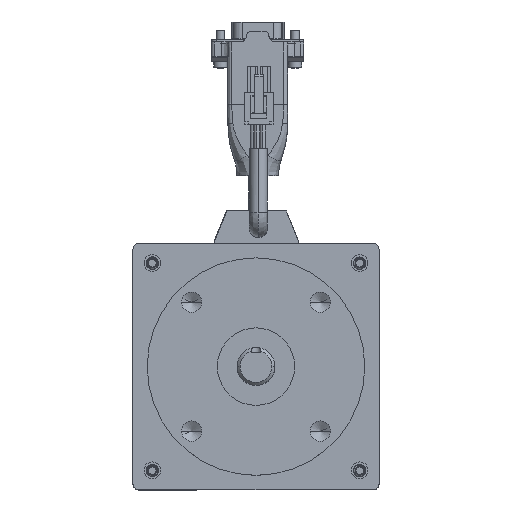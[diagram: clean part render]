
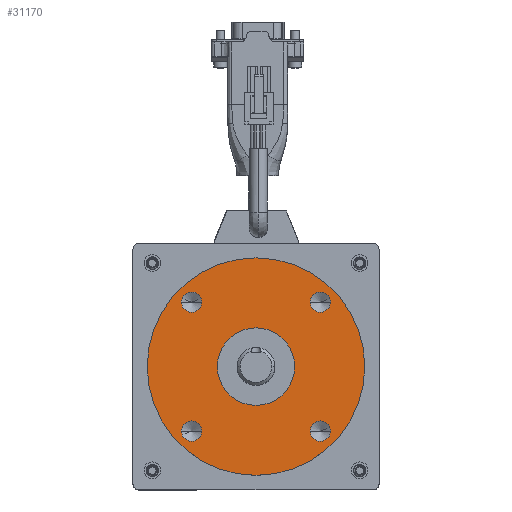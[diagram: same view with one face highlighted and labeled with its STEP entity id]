
A CAD part, top view. The second image highlights one B-rep face of the part: STEP entity #31170.
In plain terms, the highlighted face is planar.
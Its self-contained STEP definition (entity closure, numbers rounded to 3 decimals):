
#953 = CARTESIAN_POINT ( 'NONE',  ( 18.237, -21.637, -2.5 ) ) ;
#1242 = ORIENTED_EDGE ( 'NONE', *, *, #25511, .F. ) ;
#1616 = CIRCLE ( 'NONE', #9140, 3.4 ) ;
#2330 = CARTESIAN_POINT ( 'NONE',  ( -36.5, 0., -2.5 ) ) ;
#2491 = EDGE_CURVE ( 'NONE', #30444, #32024, #21855, .T. ) ;
#2526 = FACE_BOUND ( 'NONE', #39611, .T. ) ;
#2604 = VERTEX_POINT ( 'NONE', #41871 ) ;
#3073 = ORIENTED_EDGE ( 'NONE', *, *, #2491, .F. ) ;
#3843 = DIRECTION ( 'NONE',  ( 0., 0., -1. ) ) ;
#3992 = CARTESIAN_POINT ( 'NONE',  ( -21.637, 21.637, -2.5 ) ) ;
#4182 = CIRCLE ( 'NONE', #19809, 3.4 ) ;
#4271 = EDGE_CURVE ( 'NONE', #14985, #29055, #28533, .T. ) ;
#4715 = DIRECTION ( 'NONE',  ( 0., 0., -1. ) ) ;
#5002 = CIRCLE ( 'NONE', #31526, 36.5 ) ;
#5541 = ORIENTED_EDGE ( 'NONE', *, *, #17074, .T. ) ;
#6617 = CARTESIAN_POINT ( 'NONE',  ( -21.637, -21.637, -2.5 ) ) ;
#6768 = EDGE_LOOP ( 'NONE', ( #31419, #1242 ) ) ;
#7372 = CIRCLE ( 'NONE', #21634, 3.4 ) ;
#7383 = DIRECTION ( 'NONE',  ( 0., 0., -1. ) ) ;
#7486 = VERTEX_POINT ( 'NONE', #32475 ) ;
#7653 = CARTESIAN_POINT ( 'NONE',  ( 18.237, 21.637, -2.5 ) ) ;
#8032 = CARTESIAN_POINT ( 'NONE',  ( 0., 0., -2.5 ) ) ;
#8179 = VERTEX_POINT ( 'NONE', #30902 ) ;
#8722 = AXIS2_PLACEMENT_3D ( 'NONE', #41491, #28504, #22723 ) ;
#9140 = AXIS2_PLACEMENT_3D ( 'NONE', #18206, #27837, #37631 ) ;
#9168 = DIRECTION ( 'NONE',  ( 0., 0., -1. ) ) ;
#10188 = EDGE_CURVE ( 'NONE', #2604, #13893, #7372, .T. ) ;
#10409 = ORIENTED_EDGE ( 'NONE', *, *, #33946, .F. ) ;
#11152 = CIRCLE ( 'NONE', #18634, 13. ) ;
#11241 = CARTESIAN_POINT ( 'NONE',  ( 21.637, -21.637, -2.5 ) ) ;
#11693 = EDGE_LOOP ( 'NONE', ( #28598, #5541 ) ) ;
#12314 = FACE_BOUND ( 'NONE', #24281, .T. ) ;
#12560 = DIRECTION ( 'NONE',  ( 0., 0., -1. ) ) ;
#13041 = CARTESIAN_POINT ( 'NONE',  ( -18.237, 21.637, -2.5 ) ) ;
#13893 = VERTEX_POINT ( 'NONE', #36022 ) ;
#14446 = CIRCLE ( 'NONE', #19890, 36.5 ) ;
#14601 = DIRECTION ( 'NONE',  ( -1., 0., 0. ) ) ;
#14985 = VERTEX_POINT ( 'NONE', #36084 ) ;
#15030 = ORIENTED_EDGE ( 'NONE', *, *, #18151, .F. ) ;
#15040 = ORIENTED_EDGE ( 'NONE', *, *, #10188, .F. ) ;
#15922 = ORIENTED_EDGE ( 'NONE', *, *, #39049, .F. ) ;
#16964 = DIRECTION ( 'NONE',  ( -1., 0., 0. ) ) ;
#17074 = EDGE_CURVE ( 'NONE', #20749, #37406, #5002, .T. ) ;
#17257 = CARTESIAN_POINT ( 'NONE',  ( 0., 0., -2.5 ) ) ;
#18151 = EDGE_CURVE ( 'NONE', #13893, #2604, #4182, .T. ) ;
#18206 = CARTESIAN_POINT ( 'NONE',  ( 21.637, 21.637, -2.5 ) ) ;
#18537 = DIRECTION ( 'NONE',  ( -1., 0., 0. ) ) ;
#18610 = EDGE_CURVE ( 'NONE', #37406, #20749, #14446, .T. ) ;
#18634 = AXIS2_PLACEMENT_3D ( 'NONE', #17257, #23248, #29456 ) ;
#18750 = DIRECTION ( 'NONE',  ( 0., 0., -1. ) ) ;
#18948 = VERTEX_POINT ( 'NONE', #22261 ) ;
#19723 = AXIS2_PLACEMENT_3D ( 'NONE', #25773, #12560, #32587 ) ;
#19809 = AXIS2_PLACEMENT_3D ( 'NONE', #6617, #3843, #35808 ) ;
#19890 = AXIS2_PLACEMENT_3D ( 'NONE', #8032, #39786, #16964 ) ;
#20695 = EDGE_CURVE ( 'NONE', #8179, #18948, #32307, .T. ) ;
#20749 = VERTEX_POINT ( 'NONE', #2330 ) ;
#21634 = AXIS2_PLACEMENT_3D ( 'NONE', #33587, #7383, #40596 ) ;
#21701 = CARTESIAN_POINT ( 'NONE',  ( 36.5, 0., -2.5 ) ) ;
#21855 = CIRCLE ( 'NONE', #32783, 3.4 ) ;
#22195 = ORIENTED_EDGE ( 'NONE', *, *, #22542, .F. ) ;
#22261 = CARTESIAN_POINT ( 'NONE',  ( 13., 0., -2.5 ) ) ;
#22512 = FACE_OUTER_BOUND ( 'NONE', #11693, .T. ) ;
#22542 = EDGE_CURVE ( 'NONE', #32024, #30444, #25361, .T. ) ;
#22548 = AXIS2_PLACEMENT_3D ( 'NONE', #25350, #9168, #38348 ) ;
#22723 = DIRECTION ( 'NONE',  ( -1., 0., 0. ) ) ;
#23248 = DIRECTION ( 'NONE',  ( 0., 0., -1. ) ) ;
#23954 = CARTESIAN_POINT ( 'NONE',  ( -21.637, 21.637, -2.5 ) ) ;
#24281 = EDGE_LOOP ( 'NONE', ( #15030, #15040 ) ) ;
#25302 = FACE_BOUND ( 'NONE', #34732, .T. ) ;
#25350 = CARTESIAN_POINT ( 'NONE',  ( 21.637, 21.637, -2.5 ) ) ;
#25361 = CIRCLE ( 'NONE', #38992, 3.4 ) ;
#25511 = EDGE_CURVE ( 'NONE', #18948, #8179, #11152, .T. ) ;
#25773 = CARTESIAN_POINT ( 'NONE',  ( 21.637, -21.637, -2.5 ) ) ;
#26017 = VERTEX_POINT ( 'NONE', #7653 ) ;
#26852 = AXIS2_PLACEMENT_3D ( 'NONE', #37261, #30879, #27893 ) ;
#27837 = DIRECTION ( 'NONE',  ( 0., 0., -1. ) ) ;
#27893 = DIRECTION ( 'NONE',  ( -1., 0., 0. ) ) ;
#28504 = DIRECTION ( 'NONE',  ( 0., 0., -1. ) ) ;
#28533 = CIRCLE ( 'NONE', #32619, 3.4 ) ;
#28538 = ORIENTED_EDGE ( 'NONE', *, *, #40984, .F. ) ;
#28598 = ORIENTED_EDGE ( 'NONE', *, *, #18610, .T. ) ;
#29055 = VERTEX_POINT ( 'NONE', #953 ) ;
#29379 = CIRCLE ( 'NONE', #22548, 3.4 ) ;
#29456 = DIRECTION ( 'NONE',  ( -1., 0., 0. ) ) ;
#30444 = VERTEX_POINT ( 'NONE', #13041 ) ;
#30879 = DIRECTION ( 'NONE',  ( 0., 0., -1. ) ) ;
#30902 = CARTESIAN_POINT ( 'NONE',  ( -13., 0., -2.5 ) ) ;
#31129 = CARTESIAN_POINT ( 'NONE',  ( 0., 0., -2.5 ) ) ;
#31170 = ADVANCED_FACE ( 'NONE', ( #2526, #35947, #12314, #25302, #38301, #22512 ), #32546, .T. ) ;
#31419 = ORIENTED_EDGE ( 'NONE', *, *, #20695, .F. ) ;
#31453 = DIRECTION ( 'NONE',  ( 0., 0., -1. ) ) ;
#31526 = AXIS2_PLACEMENT_3D ( 'NONE', #31129, #4715, #37097 ) ;
#32024 = VERTEX_POINT ( 'NONE', #36631 ) ;
#32215 = EDGE_LOOP ( 'NONE', ( #15922, #28538 ) ) ;
#32307 = CIRCLE ( 'NONE', #26852, 13. ) ;
#32475 = CARTESIAN_POINT ( 'NONE',  ( 25.037, 21.637, -2.5 ) ) ;
#32546 = PLANE ( 'NONE',  #8722 ) ;
#32587 = DIRECTION ( 'NONE',  ( -1., 0., 0. ) ) ;
#32619 = AXIS2_PLACEMENT_3D ( 'NONE', #11241, #37449, #34047 ) ;
#32783 = AXIS2_PLACEMENT_3D ( 'NONE', #3992, #31453, #14601 ) ;
#33587 = CARTESIAN_POINT ( 'NONE',  ( -21.637, -21.637, -2.5 ) ) ;
#33946 = EDGE_CURVE ( 'NONE', #29055, #14985, #38122, .T. ) ;
#34047 = DIRECTION ( 'NONE',  ( -1., 0., 0. ) ) ;
#34732 = EDGE_LOOP ( 'NONE', ( #10409, #38321 ) ) ;
#35808 = DIRECTION ( 'NONE',  ( -1., 0., 0. ) ) ;
#35947 = FACE_BOUND ( 'NONE', #32215, .T. ) ;
#36022 = CARTESIAN_POINT ( 'NONE',  ( -25.037, -21.637, -2.5 ) ) ;
#36084 = CARTESIAN_POINT ( 'NONE',  ( 25.037, -21.637, -2.5 ) ) ;
#36631 = CARTESIAN_POINT ( 'NONE',  ( -25.037, 21.637, -2.5 ) ) ;
#37097 = DIRECTION ( 'NONE',  ( -1., 0., 0. ) ) ;
#37261 = CARTESIAN_POINT ( 'NONE',  ( 0., 0., -2.5 ) ) ;
#37406 = VERTEX_POINT ( 'NONE', #21701 ) ;
#37449 = DIRECTION ( 'NONE',  ( 0., 0., -1. ) ) ;
#37631 = DIRECTION ( 'NONE',  ( -1., 0., 0. ) ) ;
#38122 = CIRCLE ( 'NONE', #19723, 3.4 ) ;
#38301 = FACE_BOUND ( 'NONE', #6768, .T. ) ;
#38321 = ORIENTED_EDGE ( 'NONE', *, *, #4271, .F. ) ;
#38348 = DIRECTION ( 'NONE',  ( -1., 0., 0. ) ) ;
#38992 = AXIS2_PLACEMENT_3D ( 'NONE', #23954, #18750, #18537 ) ;
#39049 = EDGE_CURVE ( 'NONE', #26017, #7486, #29379, .T. ) ;
#39611 = EDGE_LOOP ( 'NONE', ( #22195, #3073 ) ) ;
#39786 = DIRECTION ( 'NONE',  ( 0., 0., -1. ) ) ;
#40596 = DIRECTION ( 'NONE',  ( -1., 0., 0. ) ) ;
#40984 = EDGE_CURVE ( 'NONE', #7486, #26017, #1616, .T. ) ;
#41491 = CARTESIAN_POINT ( 'NONE',  ( 0., 0., -2.5 ) ) ;
#41871 = CARTESIAN_POINT ( 'NONE',  ( -18.237, -21.637, -2.5 ) ) ;
